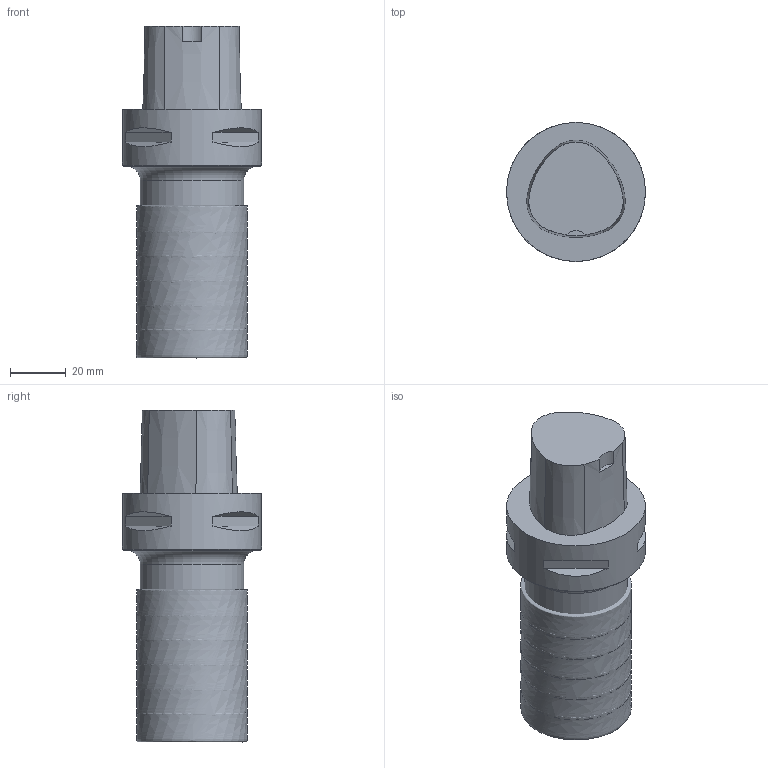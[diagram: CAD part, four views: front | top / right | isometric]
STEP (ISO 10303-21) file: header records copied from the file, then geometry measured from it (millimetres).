
FILE_DESCRIPTION(/* description */ (''),/* implementation_level */ '2;1');
FILE_NAME(/* name */ '1583477580154.stp',/* time_stamp */ '2020-03-06T12:23:16+06:00',/* author */ (''),/* organization */ ('SMS'),/* preprocessor_version */ 'ST-DEVELOPER v16.7',/* originating_system */ 'SIEMENS PLM Software NX 12.0',/* authorisation */ '');
FILE_SCHEMA (('AUTOMOTIVE_DESIGN { 1 0 10303 214 3 1 1 1 }'));
Products named in the file (4): ASSEMBLY_CONSTRUCTION; 202220500mod000_00; 202894870mod000_00; 202894871mod000_00
Assembly tree (8 placements, depth 2):
  202894871mod000_00
    202894870mod000_00
    202220500mod000_00  x6
    ASSEMBLY_CONSTRUCTION
Bounding box: 50 x 50 x 119.4 mm (x, y, z)
Volume: 187124.6 mm3; surface area: 39635 mm2
Topology: 7 solids, 7 shells, 52 faces, 116 edges, 114 vertices
Faces by surface type: cone 21, plane 18, bspline 6, torus 4, cylinder 3
Full cylindrical faces by diameter (mm): 37.168 x1, 50 x1
Entity records: 33885 total; most frequent: CARTESIAN_POINT 32411, DIRECTION 288, ORIENTED_EDGE 144, AXIS2_PLACEMENT_3D 133, EDGE_LOOP 74, EDGE_CURVE 72, STYLED_ITEM 69, PRESENTATION_STYLE_ASSIGNMENT 69
